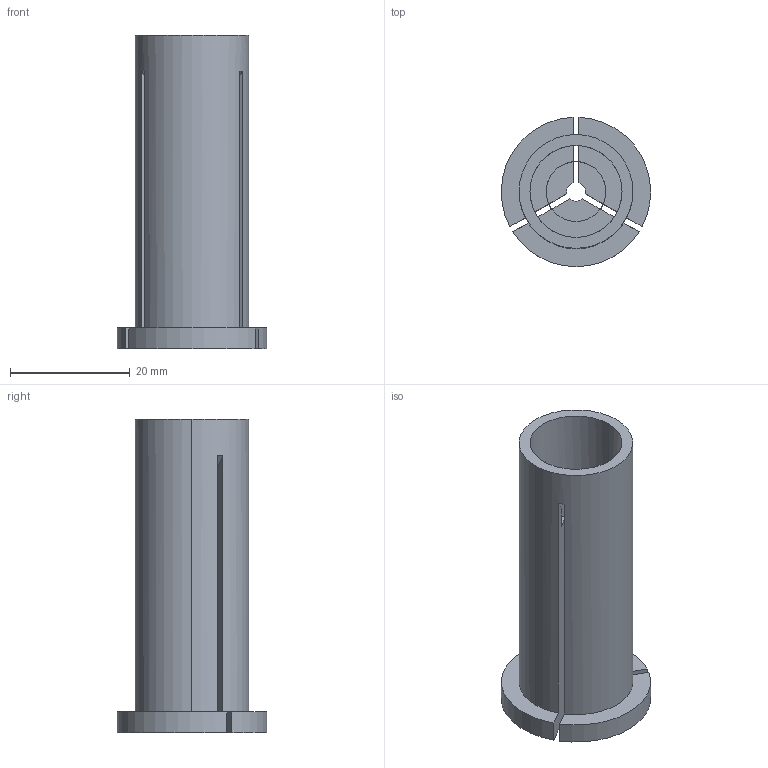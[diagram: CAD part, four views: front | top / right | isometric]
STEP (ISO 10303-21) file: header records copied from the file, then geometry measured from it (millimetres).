
FILE_DESCRIPTION (( 'STEP AP203' ), '1' );
FILE_NAME ('STP-5253-618-A48-A08-0(84126-0.125).STEP', '2021-07-13T07:16:57', ( '' ), ( '' ), 'SwSTEP 2.0', 'SolidWorks 2017', '' );
FILE_SCHEMA (( 'CONFIG_CONTROL_DESIGN' ));
Length unit declared in the file: millimetre
Products named in the file (1): STP-5253-618-A48-A08-0(84126-0.125)
Bounding box: 25 x 24.99 x 52.5 mm (x, y, z)
Volume: 10866.1 mm3; surface area: 6907.6 mm2
Topology: 1 solids, 1 shells, 37 faces, 123 edges, 82 vertices
Faces by surface type: cylinder 20, plane 17
Entity records: 1468 total; most frequent: CARTESIAN_POINT 270, ORIENTED_EDGE 246, DIRECTION 239, EDGE_CURVE 123, AXIS2_PLACEMENT_3D 87, VERTEX_POINT 82, LINE 65, VECTOR 65
